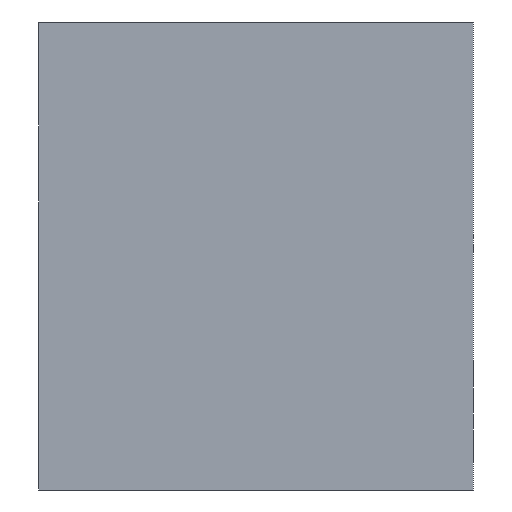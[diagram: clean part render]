
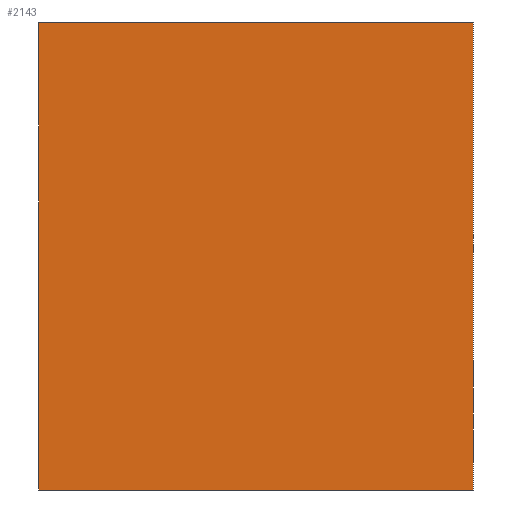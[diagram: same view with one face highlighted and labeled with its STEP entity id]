
A CAD part, left-side view. The second image highlights one B-rep face of the part: STEP entity #2143.
In plain terms, the highlighted planar face has unit normal (-1, 0, 0).
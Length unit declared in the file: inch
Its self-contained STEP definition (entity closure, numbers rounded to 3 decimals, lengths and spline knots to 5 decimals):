
#1=DIRECTION('',(0.,-1.,0.));
#2=VECTOR('',#1,2.438);
#3=CARTESIAN_POINT('',(0.,0.,0.));
#4=LINE('',#3,#2);
#67=DIRECTION('',(0.,0.,1.));
#68=VECTOR('',#67,2.625);
#69=CARTESIAN_POINT('',(0.,0.,0.));
#70=LINE('',#69,#68);
#149=DIRECTION('',(0.,0.,1.));
#150=VECTOR('',#149,2.625);
#151=CARTESIAN_POINT('',(0.,-2.438,0.));
#152=LINE('',#151,#150);
#163=DIRECTION('',(0.,-1.,0.));
#164=VECTOR('',#163,2.438);
#165=CARTESIAN_POINT('',(0.,0.,2.625));
#166=LINE('',#165,#164);
#1766=CARTESIAN_POINT('',(0.,0.,0.));
#1767=CARTESIAN_POINT('',(0.,-2.438,0.));
#1768=VERTEX_POINT('',#1766);
#1769=VERTEX_POINT('',#1767);
#1774=CARTESIAN_POINT('',(0.,0.,2.625));
#1775=CARTESIAN_POINT('',(0.,-2.438,2.625));
#1776=VERTEX_POINT('',#1774);
#1777=VERTEX_POINT('',#1775);
#2129=CARTESIAN_POINT('',(0.,0.,0.));
#2130=DIRECTION('',(-1.,0.,0.));
#2131=DIRECTION('',(0.,-1.,0.));
#2132=AXIS2_PLACEMENT_3D('',#2129,#2130,#2131);
#2133=PLANE('',#2132);
#2134=ORIENTED_EDGE('',*,*,#2088,.F.);
#2136=ORIENTED_EDGE('',*,*,#2135,.T.);
#2138=ORIENTED_EDGE('',*,*,#2137,.T.);
#2140=ORIENTED_EDGE('',*,*,#2139,.F.);
#2141=EDGE_LOOP('',(#2134,#2136,#2138,#2140));
#2142=FACE_OUTER_BOUND('',#2141,.F.);
#2143=ADVANCED_FACE('',(#2142),#2133,.T.);
#2088=EDGE_CURVE('',#1768,#1769,#4,.T.);
#2135=EDGE_CURVE('',#1768,#1776,#70,.T.);
#2137=EDGE_CURVE('',#1776,#1777,#166,.T.);
#2139=EDGE_CURVE('',#1769,#1777,#152,.T.);
